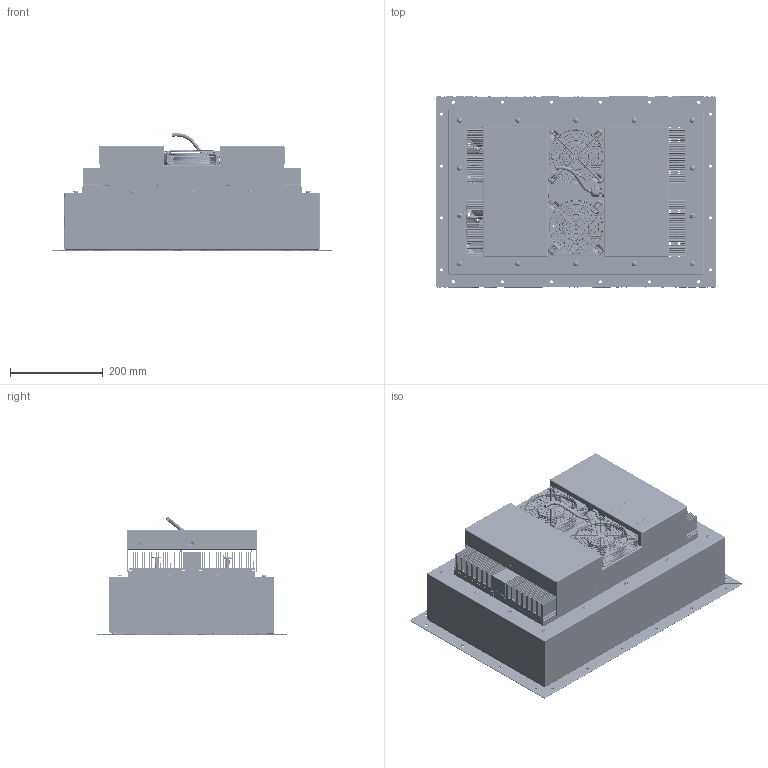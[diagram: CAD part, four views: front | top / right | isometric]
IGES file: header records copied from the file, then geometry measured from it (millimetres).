
Start section: SolidWorks IGES file using analytic representation for surfaces
Global section: file name: IHP-2259XE.IGS; native system: SolidWorks 2016; preprocessor: SolidWorks 2016; author: Afshin; date: 160811.104414; units: inch
Bounding box: 605.18 x 412.14 x 254.52 mm (x, y, z)
Surface area: 4918348.3 mm2 (no closed solid volume)
Topology: 0 solids, 0 shells, 3527 faces, 52432 edges, 52410 vertices
Faces by surface type: bspline 2115, revolution 1412
